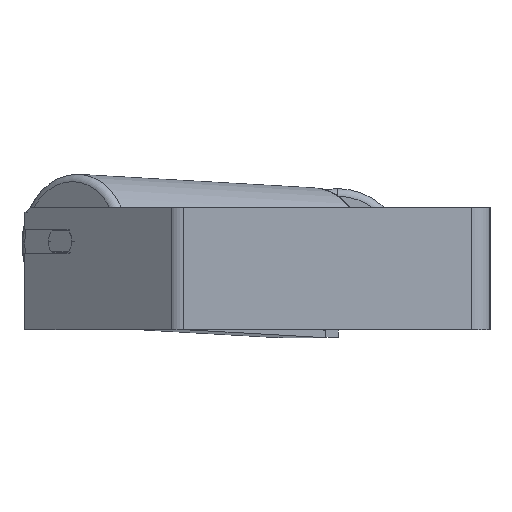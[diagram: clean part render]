
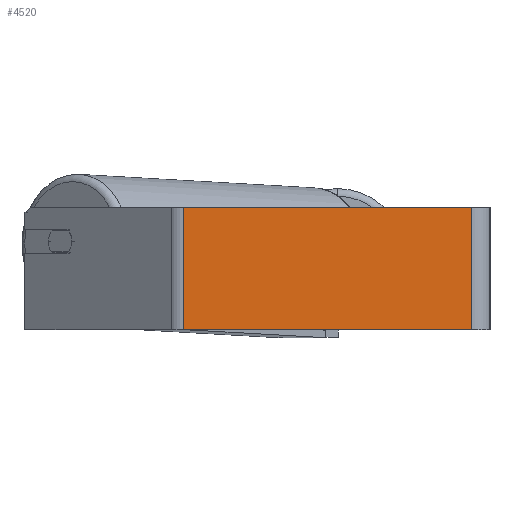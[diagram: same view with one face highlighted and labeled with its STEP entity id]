
A CAD part, left-side view. The second image highlights one B-rep face of the part: STEP entity #4520.
In plain terms, the highlighted planar face has unit normal (-1, 0, 0).
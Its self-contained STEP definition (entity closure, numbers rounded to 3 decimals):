
#25 = VERTEX_POINT ( 'NONE', #1603 ) ;
#36 = CARTESIAN_POINT ( 'NONE',  ( -430., 12., 40. ) ) ;
#128 = VECTOR ( 'NONE', #1046, 1000. ) ;
#159 = DIRECTION ( 'NONE',  ( 0., -1., 0. ) ) ;
#437 = LINE ( 'NONE', #8893, #8750 ) ;
#528 = CARTESIAN_POINT ( 'NONE',  ( -430., 205.266, 40. ) ) ;
#668 = LINE ( 'NONE', #2797, #8708 ) ;
#767 = LINE ( 'NONE', #3542, #7468 ) ;
#920 = CARTESIAN_POINT ( 'NONE',  ( -430., 12., -40. ) ) ;
#1010 = ORIENTED_EDGE ( 'NONE', *, *, #7379, .T. ) ;
#1046 = DIRECTION ( 'NONE',  ( 0., 0., -1. ) ) ;
#1603 = CARTESIAN_POINT ( 'NONE',  ( -430., 200.899, 40. ) ) ;
#2426 = AXIS2_PLACEMENT_3D ( 'NONE', #528, #7472, #3946 ) ;
#2797 = CARTESIAN_POINT ( 'NONE',  ( -430., 205.266, -40. ) ) ;
#3005 = EDGE_LOOP ( 'NONE', ( #4324, #6103, #3249, #1010 ) ) ;
#3025 = EDGE_CURVE ( 'NONE', #3998, #5135, #668, .T. ) ;
#3165 = FACE_OUTER_BOUND ( 'NONE', #3005, .T. ) ;
#3247 = EDGE_CURVE ( 'NONE', #25, #7237, #767, .T. ) ;
#3249 = ORIENTED_EDGE ( 'NONE', *, *, #3247, .F. ) ;
#3303 = DIRECTION ( 'NONE',  ( 0., 0., -1. ) ) ;
#3542 = CARTESIAN_POINT ( 'NONE',  ( -430., 205.266, 40. ) ) ;
#3946 = DIRECTION ( 'NONE',  ( 0., 0., -1. ) ) ;
#3998 = VERTEX_POINT ( 'NONE', #7808 ) ;
#4324 = ORIENTED_EDGE ( 'NONE', *, *, #3025, .T. ) ;
#4413 = LINE ( 'NONE', #5866, #128 ) ;
#4499 = PLANE ( 'NONE',  #2426 ) ;
#4520 = ADVANCED_FACE ( 'NONE', ( #3165 ), #4499, .F. ) ;
#4903 = DIRECTION ( 'NONE',  ( 0., -1., 0. ) ) ;
#5135 = VERTEX_POINT ( 'NONE', #920 ) ;
#5866 = CARTESIAN_POINT ( 'NONE',  ( -430., 200.899, 40. ) ) ;
#6103 = ORIENTED_EDGE ( 'NONE', *, *, #7906, .F. ) ;
#7237 = VERTEX_POINT ( 'NONE', #36 ) ;
#7379 = EDGE_CURVE ( 'NONE', #25, #3998, #4413, .T. ) ;
#7468 = VECTOR ( 'NONE', #159, 1000. ) ;
#7472 = DIRECTION ( 'NONE',  ( 1., 0., 0. ) ) ;
#7808 = CARTESIAN_POINT ( 'NONE',  ( -430., 200.899, -40. ) ) ;
#7906 = EDGE_CURVE ( 'NONE', #7237, #5135, #437, .T. ) ;
#8708 = VECTOR ( 'NONE', #4903, 1000. ) ;
#8750 = VECTOR ( 'NONE', #3303, 1000. ) ;
#8893 = CARTESIAN_POINT ( 'NONE',  ( -430., 12., 40. ) ) ;
